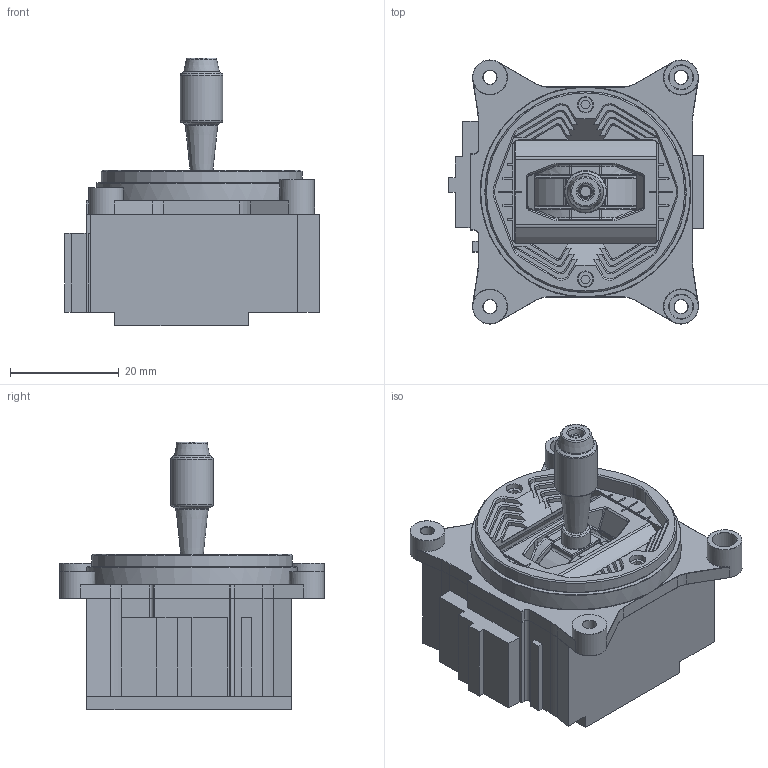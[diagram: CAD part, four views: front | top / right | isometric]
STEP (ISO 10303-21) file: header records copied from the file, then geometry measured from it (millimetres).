
FILE_DESCRIPTION(/* description */ (''),/* implementation_level */ '2;1');
FILE_NAME(/* name */ 'AG01 MINI CNC Hall Gimbals for TX12 & Zorro.step',/* time_stamp */ '2023-11-02T17:44:20+03:00',/* author */ (''),/* organization */ (''),/* preprocessor_version */ 'ST-DEVELOPER v20',/* originating_system */ 'Autodesk Translation Framework v12.14.0.127',/* authorisation */ '');
FILE_SCHEMA (('AUTOMOTIVE_DESIGN { 1 0 10303 214 3 1 1 }'));
Length unit declared in the file: millimetre
Products named in the file (1): AG01 MINI CNC Hall Gimbals for TX12 & Zorro
Bounding box: 46.8 x 48.5 x 49.2 mm (x, y, z)
Volume: 38218.5 mm3; surface area: 15834.9 mm2
Topology: 7 solids, 8 shells, 683 faces, 1719 edges, 1065 vertices
Faces by surface type: plane 360, cylinder 144, cone 110, torus 36, bspline 28, sphere 5
Full cylindrical faces by diameter (mm): 2.2 x2, 2.5 x4, 2.9 x2, 3 x2, 4 x4, 4.5 x2, 5.3 x1, 6.4 x4, 7.8 x1, 36.9 x1, 38.6 x1
Entity records: 21291 total; most frequent: CARTESIAN_POINT 4558, DIRECTION 3492, ORIENTED_EDGE 3438, EDGE_CURVE 1719, AXIS2_PLACEMENT_3D 1187, LINE 1118, VECTOR 1118, VERTEX_POINT 1065
